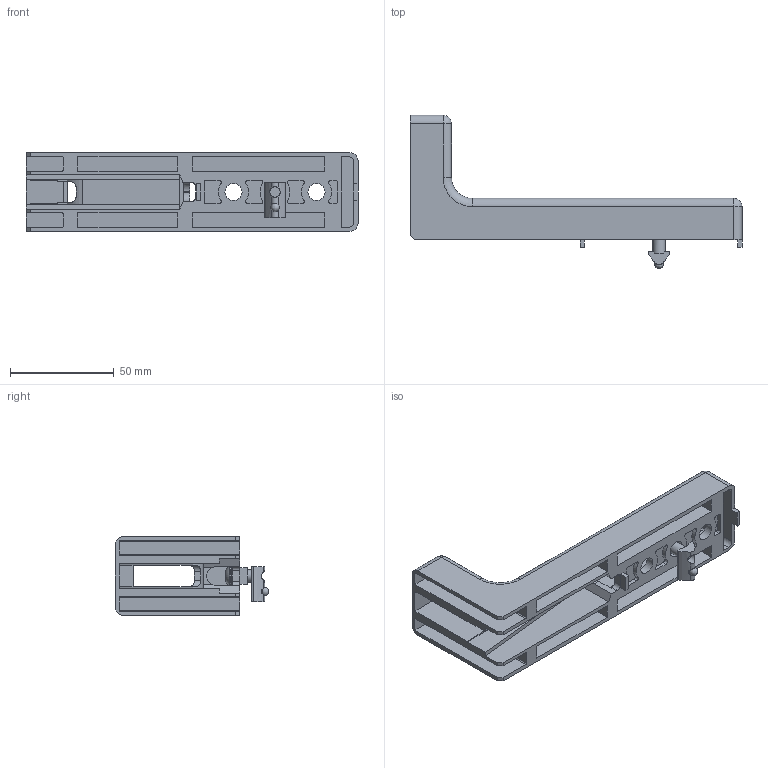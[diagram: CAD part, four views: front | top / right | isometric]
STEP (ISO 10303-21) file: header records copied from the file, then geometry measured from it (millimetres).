
FILE_DESCRIPTION(/* description */ ('STEP AP214'),/* implementation_level */ '2;1');
FILE_NAME(/* name */ '093B1601N08SS05',/* time_stamp */ '2022-08-09T16:12:01+02:00',/* author */ ('License CC BY-ND 4.0'),/* organization */ ('CADENAS'),/* preprocessor_version */ 'ST-DEVELOPER v18.102',/* originating_system */ 'PARTsolutions',/* authorisation */ ' ');
FILE_SCHEMA (('AUTOMOTIVE_DESIGN {1 0 10303 214 3 1 1}'));
Length unit declared in the file: millimetre
Products named in the file (3): 093B1601N08SS05; 093B1601N08SS05p2; 093B1601N08SS05p1
Assembly tree (2 placements, depth 2):
  093B1601N08SS05
    093B1601N08SS05p2
    093B1601N08SS05p1
Bounding box: 160 x 73.84 x 38 mm (x, y, z)
Volume: 55621.1 mm3; surface area: 46031.5 mm2
Topology: 2 solids, 2 shells, 201 faces, 546 edges, 354 vertices
Faces by surface type: plane 125, cylinder 65, torus 6, sphere 5
Full cylindrical faces by diameter (mm): 4.05 x1, 5 x1, 6 x1, 8.22 x3, 13 x1
Entity records: 6322 total; most frequent: CARTESIAN_POINT 1150, DIRECTION 1064, ORIENTED_EDGE 1050, EDGE_CURVE 525, LINE 370, VECTOR 370, VERTEX_POINT 349, AXIS2_PLACEMENT_3D 347
